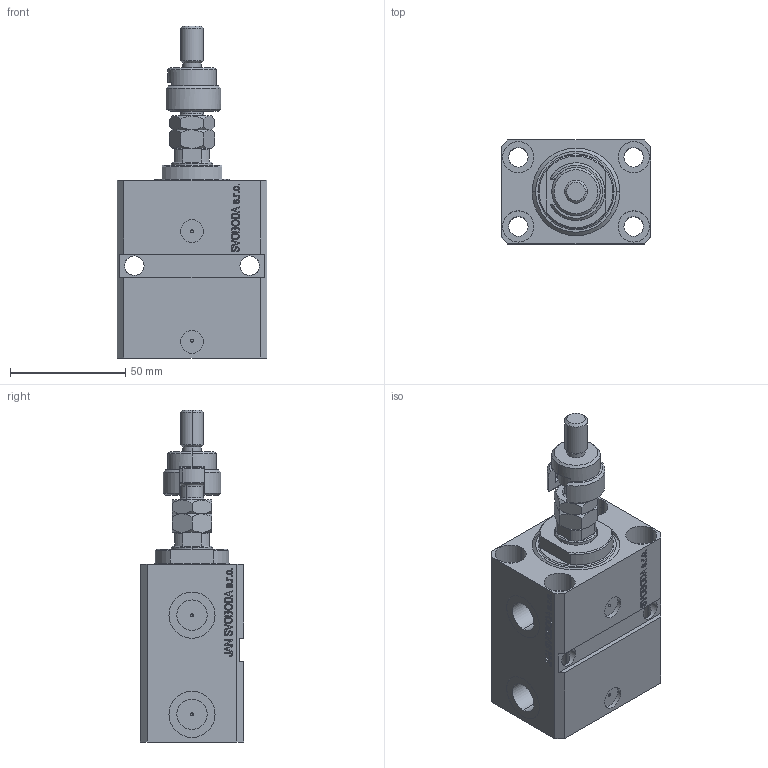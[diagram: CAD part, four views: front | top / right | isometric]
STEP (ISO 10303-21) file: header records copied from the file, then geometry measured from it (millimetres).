
FILE_DESCRIPTION (( 'STEP AP203' ), '1' );
FILE_NAME ('ccf9.STEP', '2022-04-09T13:32:00', ( '' ), ( '' ), 'SwSTEP 2.0', 'SolidWorks 2019', '' );
FILE_SCHEMA (( 'CONFIG_CONTROL_DESIGN' ));
Length unit declared in the file: millimetre
Products named in the file (7): V250CE_VC_E 98fd13bf49556c0dd031d7e5e7b52926; V250CE_E_Body 98fd13bf49556c0dd031d7e5e7b52926; FEMALE_PART_FOR_DFA 98fd13bf49556c0dd031d7e5e7b52926; ccf9; MFA 98fd13bf49556c0dd031d7e5e7b52926; V250CE_C_VCP 98fd13bf49556c0dd031d7e5e7b52926; DFA 98fd13bf49556c0dd031d7e5e7b52926
Assembly tree (6 placements, depth 3):
  ccf9
    V250CE_E_Body 98fd13bf49556c0dd031d7e5e7b52926
    V250CE_C_VCP 98fd13bf49556c0dd031d7e5e7b52926
    V250CE_VC_E 98fd13bf49556c0dd031d7e5e7b52926
    DFA 98fd13bf49556c0dd031d7e5e7b52926
      FEMALE_PART_FOR_DFA 98fd13bf49556c0dd031d7e5e7b52926
      MFA 98fd13bf49556c0dd031d7e5e7b52926
Bounding box: 65 x 45 x 143.9 mm (x, y, z)
Volume: 199890.7 mm3; surface area: 60920.7 mm2
Topology: 5 solids, 5 shells, 998 faces, 2533 edges, 1648 vertices
Faces by surface type: plane 467, bspline 360, cylinder 109, cone 52, torus 10
Entity records: 47770 total; most frequent: CARTESIAN_POINT 25404, ORIENTED_EDGE 5062, DIRECTION 3253, EDGE_CURVE 2531, VERTEX_POINT 1648, VECTOR 1467, LINE 1467, EDGE_LOOP 1137
